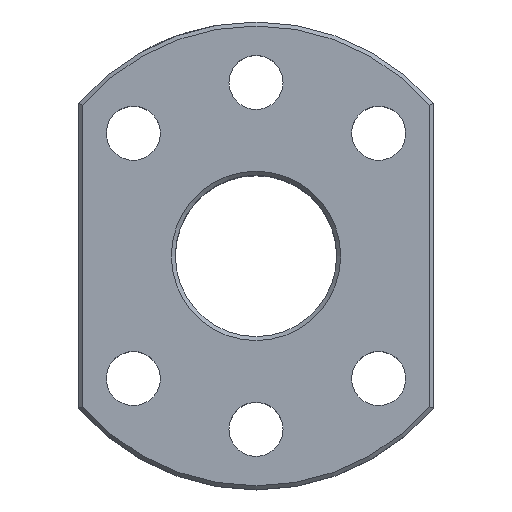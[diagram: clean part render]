
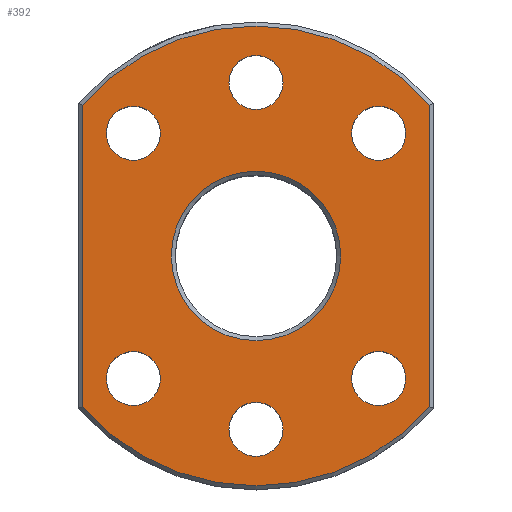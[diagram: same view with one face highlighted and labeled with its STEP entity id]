
A CAD part, top view. The second image highlights one B-rep face of the part: STEP entity #392.
In plain terms, the highlighted planar face has unit normal (0, 0, 1).
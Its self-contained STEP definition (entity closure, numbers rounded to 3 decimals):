
#147=PLANE('',#3542);
#392=ADVANCED_FACE('',(#961,#962,#963,#964,#965,#966,#967,#968),#147,.T.);
#961=FACE_BOUND('',#1036,.T.);
#962=FACE_BOUND('',#1037,.T.);
#963=FACE_BOUND('',#1038,.T.);
#964=FACE_BOUND('',#1039,.T.);
#965=FACE_BOUND('',#1040,.T.);
#966=FACE_BOUND('',#1041,.T.);
#967=FACE_BOUND('',#1042,.T.);
#968=FACE_BOUND('',#1043,.T.);
#1036=EDGE_LOOP('',(#1443));
#1037=EDGE_LOOP('',(#1444,#1445,#1446,#1447));
#1038=EDGE_LOOP('',(#1448));
#1039=EDGE_LOOP('',(#1449));
#1040=EDGE_LOOP('',(#1450));
#1041=EDGE_LOOP('',(#1451));
#1042=EDGE_LOOP('',(#1452));
#1043=EDGE_LOOP('',(#1453));
#1267=CIRCLE('',#3521,3.35);
#1269=CIRCLE('',#3524,3.35);
#1271=CIRCLE('',#3527,3.35);
#1273=CIRCLE('',#3530,3.35);
#1275=CIRCLE('',#3533,3.35);
#1277=CIRCLE('',#3536,3.35);
#1279=CIRCLE('',#3539,10.5);
#1280=CIRCLE('',#3540,28.5);
#1281=CIRCLE('',#3541,28.5);
#1443=ORIENTED_EDGE('',*,*,#2715,.T.);
#1444=ORIENTED_EDGE('',*,*,#2716,.T.);
#1445=ORIENTED_EDGE('',*,*,#2717,.T.);
#1446=ORIENTED_EDGE('',*,*,#2718,.T.);
#1447=ORIENTED_EDGE('',*,*,#2719,.T.);
#1448=ORIENTED_EDGE('',*,*,#2711,.T.);
#1449=ORIENTED_EDGE('',*,*,#2709,.F.);
#1450=ORIENTED_EDGE('',*,*,#2707,.T.);
#1451=ORIENTED_EDGE('',*,*,#2705,.F.);
#1452=ORIENTED_EDGE('',*,*,#2703,.T.);
#1453=ORIENTED_EDGE('',*,*,#2713,.F.);
#2375=VERTEX_POINT('',#5445);
#2377=VERTEX_POINT('',#5450);
#2379=VERTEX_POINT('',#5455);
#2381=VERTEX_POINT('',#5460);
#2383=VERTEX_POINT('',#5465);
#2385=VERTEX_POINT('',#5470);
#2387=VERTEX_POINT('',#5475);
#2388=VERTEX_POINT('',#5477);
#2389=VERTEX_POINT('',#5478);
#2390=VERTEX_POINT('',#5480);
#2391=VERTEX_POINT('',#5482);
#2703=EDGE_CURVE('',#2375,#2375,#1267,.T.);
#2705=EDGE_CURVE('',#2377,#2377,#1269,.T.);
#2707=EDGE_CURVE('',#2379,#2379,#1271,.T.);
#2709=EDGE_CURVE('',#2381,#2381,#1273,.T.);
#2711=EDGE_CURVE('',#2383,#2383,#1275,.T.);
#2713=EDGE_CURVE('',#2385,#2385,#1277,.T.);
#2715=EDGE_CURVE('',#2387,#2387,#1279,.T.);
#2716=EDGE_CURVE('',#2388,#2389,#3069,.T.);
#2717=EDGE_CURVE('',#2389,#2390,#1280,.T.);
#2718=EDGE_CURVE('',#2390,#2391,#3070,.T.);
#2719=EDGE_CURVE('',#2391,#2388,#1281,.T.);
#3069=LINE('',#5476,#3240);
#3070=LINE('',#5481,#3241);
#3240=VECTOR('',#3784,1.);
#3241=VECTOR('',#3787,1.);
#3521=AXIS2_PLACEMENT_3D('',#5444,#3746,#3747);
#3524=AXIS2_PLACEMENT_3D('',#5449,#3752,#3753);
#3527=AXIS2_PLACEMENT_3D('',#5454,#3758,#3759);
#3530=AXIS2_PLACEMENT_3D('',#5459,#3764,#3765);
#3533=AXIS2_PLACEMENT_3D('',#5464,#3770,#3771);
#3536=AXIS2_PLACEMENT_3D('',#5469,#3776,#3777);
#3539=AXIS2_PLACEMENT_3D('',#5474,#3782,#3783);
#3540=AXIS2_PLACEMENT_3D('',#5479,#3785,#3786);
#3541=AXIS2_PLACEMENT_3D('',#5483,#3788,#3789);
#3542=AXIS2_PLACEMENT_3D('',#5484,#3790,#3791);
#3746=DIRECTION('',(0.,0.,-1.));
#3747=DIRECTION('',(1.,0.,0.));
#3752=DIRECTION('',(0.,0.,1.));
#3753=DIRECTION('',(-1.,0.,0.));
#3758=DIRECTION('',(0.,0.,-1.));
#3759=DIRECTION('',(-1.,0.,0.));
#3764=DIRECTION('',(0.,0.,1.));
#3765=DIRECTION('',(1.,0.,0.));
#3770=DIRECTION('',(0.,0.,-1.));
#3771=DIRECTION('',(1.,0.,0.));
#3776=DIRECTION('',(0.,0.,1.));
#3777=DIRECTION('',(1.,0.,0.));
#3782=DIRECTION('',(0.,0.,-1.));
#3783=DIRECTION('',(1.,0.,0.));
#3784=DIRECTION('',(0.,-1.,0.));
#3785=DIRECTION('',(0.,0.,1.));
#3786=DIRECTION('',(1.,0.,0.));
#3787=DIRECTION('',(0.,1.,0.));
#3788=DIRECTION('',(0.,0.,1.));
#3789=DIRECTION('',(1.,0.,0.));
#3790=DIRECTION('',(0.,0.,1.));
#3791=DIRECTION('',(1.,0.,0.));
#5444=CARTESIAN_POINT('',(0.,-21.5,0.));
#5445=CARTESIAN_POINT('',(3.35,-21.5,0.));
#5449=CARTESIAN_POINT('',(-15.203,-15.203,0.));
#5450=CARTESIAN_POINT('',(-18.553,-15.203,0.));
#5454=CARTESIAN_POINT('',(-15.203,15.203,0.));
#5455=CARTESIAN_POINT('',(-18.553,15.203,0.));
#5459=CARTESIAN_POINT('',(0.,21.5,0.));
#5460=CARTESIAN_POINT('',(3.35,21.5,0.));
#5464=CARTESIAN_POINT('',(15.203,-15.203,0.));
#5465=CARTESIAN_POINT('',(18.553,-15.203,0.));
#5469=CARTESIAN_POINT('',(15.203,15.203,0.));
#5470=CARTESIAN_POINT('',(18.553,15.203,0.));
#5474=CARTESIAN_POINT('',(0.,0.,0.));
#5475=CARTESIAN_POINT('',(10.5,0.,0.));
#5476=CARTESIAN_POINT('',(-21.5,-18.894,0.));
#5477=CARTESIAN_POINT('',(-21.5,18.708,0.));
#5478=CARTESIAN_POINT('',(-21.5,-18.708,0.));
#5479=CARTESIAN_POINT('',(0.,0.,0.));
#5480=CARTESIAN_POINT('',(21.5,-18.708,0.));
#5481=CARTESIAN_POINT('',(21.5,18.894,0.));
#5482=CARTESIAN_POINT('',(21.5,18.708,0.));
#5483=CARTESIAN_POINT('',(0.,0.,0.));
#5484=CARTESIAN_POINT('',(0.,0.,0.));
